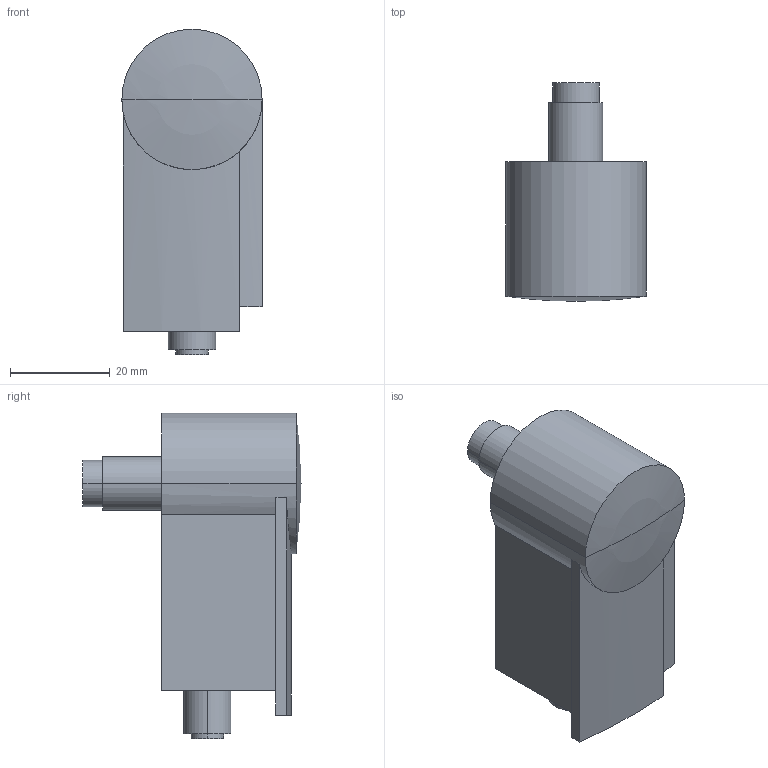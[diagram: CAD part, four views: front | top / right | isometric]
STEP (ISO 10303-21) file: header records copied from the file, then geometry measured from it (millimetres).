
FILE_DESCRIPTION(('Creo Elements/Direct Modeling STEP Export'),'2;1');
FILE_NAME('model.stp','2020-07-02T14:55:24',(''),(''),'Creo Elements/Direct Modeling STEP processor for AP214 (Solid Model)','Creo Elements/Direct Modeling 20.1A 29-Sep-2018 (C) Parametric Technology GmbH','');
FILE_SCHEMA(('AUTOMOTIVE_DESIGN { 1 0 10303 214 1 1 1 1 }'));
Length unit declared in the file: millimetre
Products named in the file (2): C_TV_SAT-select
Assembly tree (1 placements, depth 2):
  C_TV_SAT-select
    C_TV_SAT-select
Bounding box: 28.18 x 43.85 x 65.34 mm (x, y, z)
Volume: 40027.2 mm3; surface area: 8041.3 mm2
Topology: 1 solids, 1 shells, 26 faces, 62 edges, 40 vertices
Faces by surface type: cylinder 13, plane 11, sphere 2
Entity records: 1270 total; most frequent: CARTESIAN_POINT 448, ORIENTED_EDGE 120, DIRECTION 115, EDGE_CURVE 60, AXIS2_PLACEMENT_3D 44, VERTEX_POINT 40, EDGE_LOOP 30, VECTOR 27
